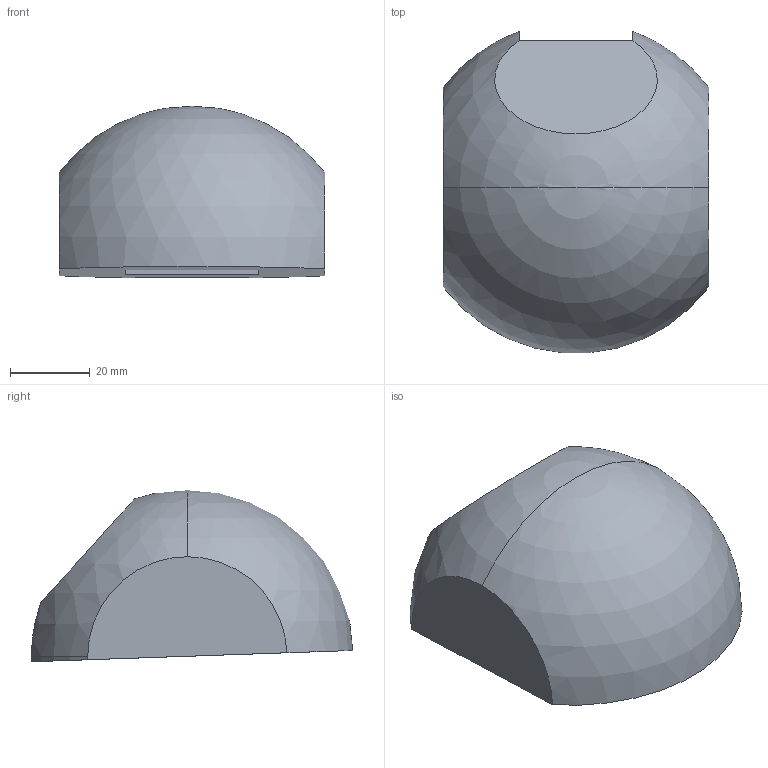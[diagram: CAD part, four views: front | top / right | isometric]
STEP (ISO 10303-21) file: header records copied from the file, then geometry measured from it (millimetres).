
FILE_DESCRIPTION (( 'STEP AP214' ), '1' );
FILE_NAME ('Back.STEP', '2025-05-27T21:52:39', ( '' ), ( '' ), 'SwSTEP 2.0', 'SolidWorks 2023', '' );
FILE_SCHEMA (( 'AUTOMOTIVE_DESIGN' ));
Length unit declared in the file: metre
Products named in the file (1): Back
Bounding box: 66.67 x 80.64 x 43.04 mm (x, y, z)
Volume: 132332.4 mm3; surface area: 16042.8 mm2
Topology: 1 solids, 1 shells, 17 faces, 43 edges, 27 vertices
Faces by surface type: plane 13, sphere 4
Entity records: 518 total; most frequent: DIRECTION 93, CARTESIAN_POINT 84, ORIENTED_EDGE 80, EDGE_CURVE 40, AXIS2_PLACEMENT_3D 35, VERTEX_POINT 26, LINE 23, VECTOR 23
